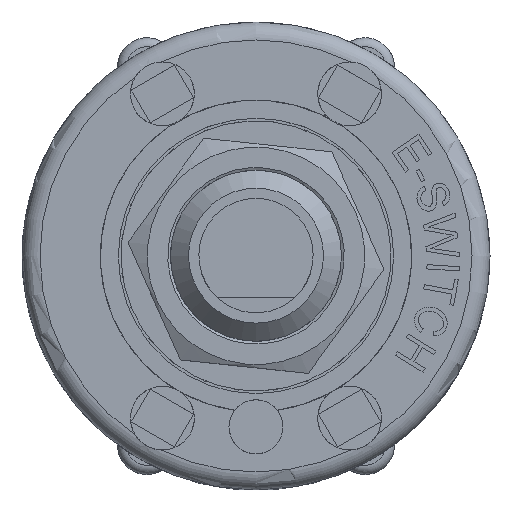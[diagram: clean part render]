
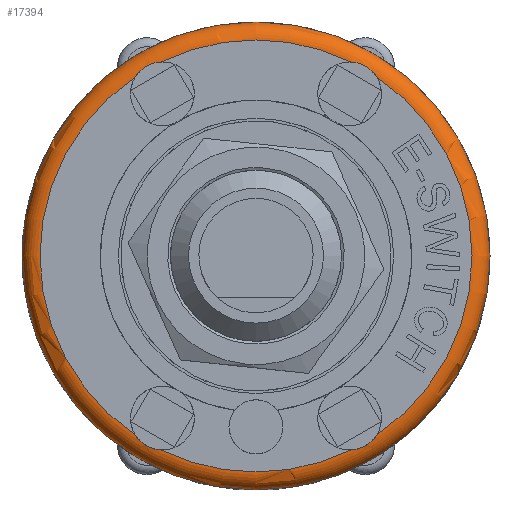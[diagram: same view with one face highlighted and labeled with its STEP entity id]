
A CAD part, top view. The second image highlights one B-rep face of the part: STEP entity #17394.
In plain terms, the highlighted toroidal (fillet/blend) face has major radius 12 mm and minor radius 1 mm.
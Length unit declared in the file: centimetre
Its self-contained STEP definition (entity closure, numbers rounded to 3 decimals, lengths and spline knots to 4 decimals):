
#28=TOROIDAL_SURFACE('',#18442,1.2,0.1);
#683=B_SPLINE_CURVE_WITH_KNOTS('',3,(#29722,#29723,#29724,#29725,#29726,
#29727,#29728,#29729,#29730,#29731,#29732,#29733),.UNSPECIFIED.,.F.,.F.,
(4,2,2,2,2,4),(-0.2692,-0.2446,-0.216,
-0.1921,-0.1645,-0.1357),.UNSPECIFIED.);
#684=B_SPLINE_CURVE_WITH_KNOTS('',3,(#29745,#29746,#29747,#29748,#29749,
#29750,#29751,#29752,#29753,#29754,#29755,#29756),.UNSPECIFIED.,.F.,.F.,
(4,2,2,2,2,4),(-0.2692,-0.2446,-0.216,
-0.1921,-0.1645,-0.1357),.UNSPECIFIED.);
#685=B_SPLINE_CURVE_WITH_KNOTS('',3,(#29773,#29774,#29775,#29776,#29777,
#29778,#29779,#29780,#29781,#29782,#29783,#29784),.UNSPECIFIED.,.F.,.F.,
(4,2,2,2,2,4),(-0.2692,-0.2446,-0.216,
-0.1921,-0.1645,-0.1357),.UNSPECIFIED.);
#686=B_SPLINE_CURVE_WITH_KNOTS('',3,(#29806,#29807,#29808,#29809,#29810,
#29811,#29812,#29813,#29814,#29815,#29816,#29817),.UNSPECIFIED.,.F.,.F.,
(4,2,2,2,2,4),(-0.2692,-0.2446,-0.216,
-0.1921,-0.1645,-0.1357),.UNSPECIFIED.);
#2129=FACE_OUTER_BOUND('',#3146,.T.);
#3146=EDGE_LOOP('',(#15955,#15956,#15957,#15958,#15959,#15960,#15961,#15962,
#15963,#15964,#15965,#15966));
#7147=CIRCLE('',#18395,1.3);
#7174=CIRCLE('',#18443,0.1);
#7175=CIRCLE('',#18444,1.2);
#7176=CIRCLE('',#18445,1.2);
#7177=CIRCLE('',#18446,1.2);
#7178=CIRCLE('',#18447,1.2);
#7179=CIRCLE('',#18448,1.2);
#8748=VERTEX_POINT('',#29684);
#8756=VERTEX_POINT('',#29720);
#8757=VERTEX_POINT('',#29721);
#8760=VERTEX_POINT('',#29743);
#8761=VERTEX_POINT('',#29744);
#8766=VERTEX_POINT('',#29771);
#8767=VERTEX_POINT('',#29772);
#8774=VERTEX_POINT('',#29804);
#8775=VERTEX_POINT('',#29805);
#8778=VERTEX_POINT('',#29827);
#11193=EDGE_CURVE('',#8748,#8748,#7147,.T.);
#11211=EDGE_CURVE('',#8756,#8757,#683,.T.);
#11217=EDGE_CURVE('',#8760,#8761,#684,.T.);
#11225=EDGE_CURVE('',#8766,#8767,#685,.T.);
#11235=EDGE_CURVE('',#8774,#8775,#686,.T.);
#11241=EDGE_CURVE('',#8748,#8778,#7174,.T.);
#11242=EDGE_CURVE('',#8778,#8766,#7175,.T.);
#11243=EDGE_CURVE('',#8767,#8760,#7176,.T.);
#11244=EDGE_CURVE('',#8761,#8756,#7177,.T.);
#11245=EDGE_CURVE('',#8757,#8774,#7178,.T.);
#11246=EDGE_CURVE('',#8775,#8778,#7179,.T.);
#15955=ORIENTED_EDGE('',*,*,#11193,.T.);
#15956=ORIENTED_EDGE('',*,*,#11241,.T.);
#15957=ORIENTED_EDGE('',*,*,#11242,.T.);
#15958=ORIENTED_EDGE('',*,*,#11225,.T.);
#15959=ORIENTED_EDGE('',*,*,#11243,.T.);
#15960=ORIENTED_EDGE('',*,*,#11217,.T.);
#15961=ORIENTED_EDGE('',*,*,#11244,.T.);
#15962=ORIENTED_EDGE('',*,*,#11211,.T.);
#15963=ORIENTED_EDGE('',*,*,#11245,.T.);
#15964=ORIENTED_EDGE('',*,*,#11235,.T.);
#15965=ORIENTED_EDGE('',*,*,#11246,.T.);
#15966=ORIENTED_EDGE('',*,*,#11241,.F.);
#17394=ADVANCED_FACE('',(#2129),#28,.T.);
#18395=AXIS2_PLACEMENT_3D('',#29685,#22122,#22123);
#18442=AXIS2_PLACEMENT_3D('',#29826,#22233,#22234);
#18443=AXIS2_PLACEMENT_3D('',#29828,#22235,#22236);
#18444=AXIS2_PLACEMENT_3D('',#29829,#22237,#22238);
#18445=AXIS2_PLACEMENT_3D('',#29830,#22239,#22240);
#18446=AXIS2_PLACEMENT_3D('',#29831,#22241,#22242);
#18447=AXIS2_PLACEMENT_3D('',#29832,#22243,#22244);
#18448=AXIS2_PLACEMENT_3D('',#29833,#22245,#22246);
#22122=DIRECTION('center_axis',(0.,0.,1.));
#22123=DIRECTION('ref_axis',(-1.,0.,0.));
#22233=DIRECTION('center_axis',(0.,0.,-1.));
#22234=DIRECTION('ref_axis',(-1.,0.,0.));
#22235=DIRECTION('center_axis',(0.,-1.,0.));
#22236=DIRECTION('ref_axis',(1.,0.,0.));
#22237=DIRECTION('center_axis',(0.,0.,-1.));
#22238=DIRECTION('ref_axis',(-1.,0.,0.));
#22239=DIRECTION('center_axis',(0.,0.,-1.));
#22240=DIRECTION('ref_axis',(-1.,0.,0.));
#22241=DIRECTION('center_axis',(0.,0.,-1.));
#22242=DIRECTION('ref_axis',(-1.,0.,0.));
#22243=DIRECTION('center_axis',(0.,0.,-1.));
#22244=DIRECTION('ref_axis',(-1.,0.,0.));
#22245=DIRECTION('center_axis',(0.,0.,-1.));
#22246=DIRECTION('ref_axis',(-1.,0.,0.));
#29684=CARTESIAN_POINT('',(1.3,0.,0.95));
#29685=CARTESIAN_POINT('Origin',(0.,0.,0.95));
#29720=CARTESIAN_POINT('',(-0.67,0.9955,1.05));
#29721=CARTESIAN_POINT('',(-0.5271,1.078,1.05));
#29722=CARTESIAN_POINT('Ctrl Pts',(-0.67,0.9955,
1.05));
#29723=CARTESIAN_POINT('Ctrl Pts',(-0.6646,1.0041,
1.05));
#29724=CARTESIAN_POINT('Ctrl Pts',(-0.6583,1.0124,
1.0498));
#29725=CARTESIAN_POINT('Ctrl Pts',(-0.6428,1.0294,
1.0491));
#29726=CARTESIAN_POINT('Ctrl Pts',(-0.6335,1.0377,
1.0488));
#29727=CARTESIAN_POINT('Ctrl Pts',(-0.615,1.051,1.0484));
#29728=CARTESIAN_POINT('Ctrl Pts',(-0.6061,1.0563,
1.0484));
#29729=CARTESIAN_POINT('Ctrl Pts',(-0.5859,1.0659,1.0487));
#29730=CARTESIAN_POINT('Ctrl Pts',(-0.5747,1.07,1.049));
#29731=CARTESIAN_POINT('Ctrl Pts',(-0.551,1.0759,1.0497));
#29732=CARTESIAN_POINT('Ctrl Pts',(-0.539,1.0775,
1.05));
#29733=CARTESIAN_POINT('Ctrl Pts',(-0.5271,1.078,
1.05));
#29743=CARTESIAN_POINT('',(-0.5271,-1.078,1.05));
#29744=CARTESIAN_POINT('',(-0.67,-0.9955,1.05));
#29745=CARTESIAN_POINT('Ctrl Pts',(-0.5271,-1.078,
1.05));
#29746=CARTESIAN_POINT('Ctrl Pts',(-0.5373,-1.0776,
1.05));
#29747=CARTESIAN_POINT('Ctrl Pts',(-0.5476,-1.0763,
1.0498));
#29748=CARTESIAN_POINT('Ctrl Pts',(-0.5701,-1.0714,1.0491));
#29749=CARTESIAN_POINT('Ctrl Pts',(-0.5819,-1.0675,
1.0488));
#29750=CARTESIAN_POINT('Ctrl Pts',(-0.6027,-1.0581,
1.0484));
#29751=CARTESIAN_POINT('Ctrl Pts',(-0.6117,-1.053,
1.0484));
#29752=CARTESIAN_POINT('Ctrl Pts',(-0.6301,-1.0404,
1.0487));
#29753=CARTESIAN_POINT('Ctrl Pts',(-0.6393,-1.0327,
1.049));
#29754=CARTESIAN_POINT('Ctrl Pts',(-0.6562,-1.0151,
1.0497));
#29755=CARTESIAN_POINT('Ctrl Pts',(-0.6637,-1.0055,
1.05));
#29756=CARTESIAN_POINT('Ctrl Pts',(-0.67,-0.9955,
1.05));
#29771=CARTESIAN_POINT('',(0.67,-0.9955,1.05));
#29772=CARTESIAN_POINT('',(0.5271,-1.078,1.05));
#29773=CARTESIAN_POINT('Ctrl Pts',(0.67,-0.9955,
1.05));
#29774=CARTESIAN_POINT('Ctrl Pts',(0.6646,-1.0041,
1.05));
#29775=CARTESIAN_POINT('Ctrl Pts',(0.6583,-1.0124,
1.0498));
#29776=CARTESIAN_POINT('Ctrl Pts',(0.6428,-1.0294,
1.0491));
#29777=CARTESIAN_POINT('Ctrl Pts',(0.6335,-1.0377,
1.0488));
#29778=CARTESIAN_POINT('Ctrl Pts',(0.615,-1.051,
1.0484));
#29779=CARTESIAN_POINT('Ctrl Pts',(0.6061,-1.0563,
1.0484));
#29780=CARTESIAN_POINT('Ctrl Pts',(0.5859,-1.0659,1.0487));
#29781=CARTESIAN_POINT('Ctrl Pts',(0.5747,-1.07,1.049));
#29782=CARTESIAN_POINT('Ctrl Pts',(0.551,-1.0759,
1.0497));
#29783=CARTESIAN_POINT('Ctrl Pts',(0.539,-1.0775,
1.05));
#29784=CARTESIAN_POINT('Ctrl Pts',(0.5271,-1.078,
1.05));
#29804=CARTESIAN_POINT('',(0.5271,1.078,1.05));
#29805=CARTESIAN_POINT('',(0.67,0.9955,1.05));
#29806=CARTESIAN_POINT('Ctrl Pts',(0.5271,1.078,1.05));
#29807=CARTESIAN_POINT('Ctrl Pts',(0.5373,1.0776,1.05));
#29808=CARTESIAN_POINT('Ctrl Pts',(0.5476,1.0763,1.0498));
#29809=CARTESIAN_POINT('Ctrl Pts',(0.5701,1.0714,1.0491));
#29810=CARTESIAN_POINT('Ctrl Pts',(0.5819,1.0675,1.0488));
#29811=CARTESIAN_POINT('Ctrl Pts',(0.6027,1.0581,1.0484));
#29812=CARTESIAN_POINT('Ctrl Pts',(0.6117,1.053,1.0484));
#29813=CARTESIAN_POINT('Ctrl Pts',(0.6301,1.0404,1.0487));
#29814=CARTESIAN_POINT('Ctrl Pts',(0.6393,1.0327,1.049));
#29815=CARTESIAN_POINT('Ctrl Pts',(0.6562,1.0151,1.0497));
#29816=CARTESIAN_POINT('Ctrl Pts',(0.6637,1.0055,1.05));
#29817=CARTESIAN_POINT('Ctrl Pts',(0.67,0.9955,
1.05));
#29826=CARTESIAN_POINT('Origin',(0.,0.,0.95));
#29827=CARTESIAN_POINT('',(1.2,0.,1.05));
#29828=CARTESIAN_POINT('Origin',(1.2,0.,0.95));
#29829=CARTESIAN_POINT('Origin',(0.,0.,1.05));
#29830=CARTESIAN_POINT('Origin',(0.,0.,1.05));
#29831=CARTESIAN_POINT('Origin',(0.,0.,1.05));
#29832=CARTESIAN_POINT('Origin',(0.,0.,1.05));
#29833=CARTESIAN_POINT('Origin',(0.,0.,1.05));
